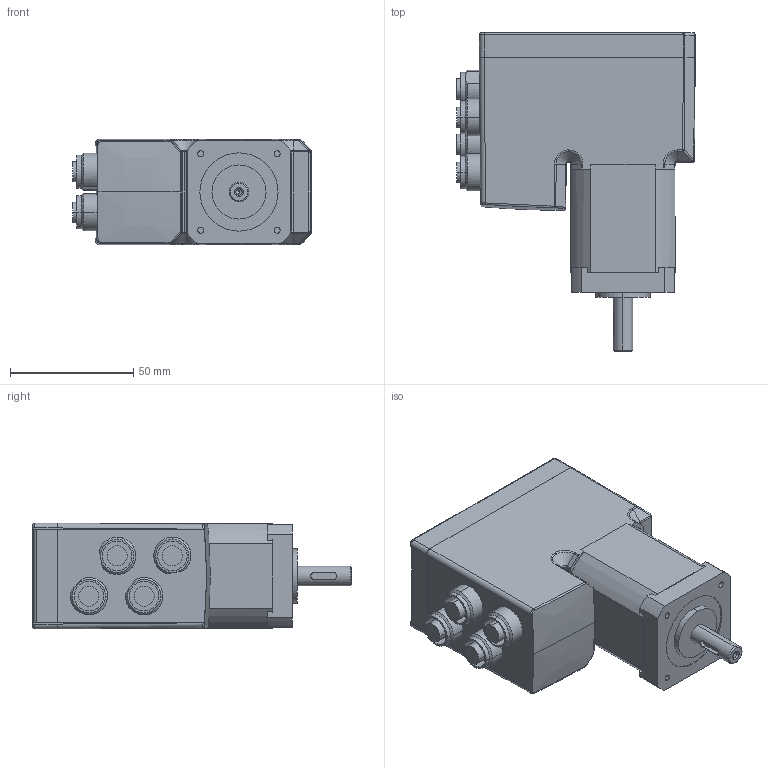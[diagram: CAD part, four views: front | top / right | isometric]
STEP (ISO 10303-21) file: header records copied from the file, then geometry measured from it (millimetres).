
FILE_DESCRIPTION (( 'STEP AP203' ), '1' );
FILE_NAME ('MIS176 M12 on top Ø8 shaft Solid.STEP', '2017-08-18T23:15:44', ( '' ), ( '' ), 'SwSTEP 2.0', 'SolidWorks 2017', '' );
FILE_SCHEMA (( 'CONFIG_CONTROL_DESIGN' ));
Length unit declared in the file: millimetre
Products named in the file (1): MIS176 M12 on top Ø8 shaft Solid
Bounding box: 96.94 x 129.5 x 43.06 mm (x, y, z)
Volume: 315730.9 mm3; surface area: 35730.4 mm2
Topology: 1 solids, 1 shells, 269 faces, 640 edges, 386 vertices
Faces by surface type: cylinder 108, plane 89, bspline 36, cone 26, torus 6, sphere 4
Entity records: 10547 total; most frequent: CARTESIAN_POINT 4728, ORIENTED_EDGE 1264, DIRECTION 1077, EDGE_CURVE 632, AXIS2_PLACEMENT_3D 413, VERTEX_POINT 386, EDGE_LOOP 290, FACE_OUTER_BOUND 269
